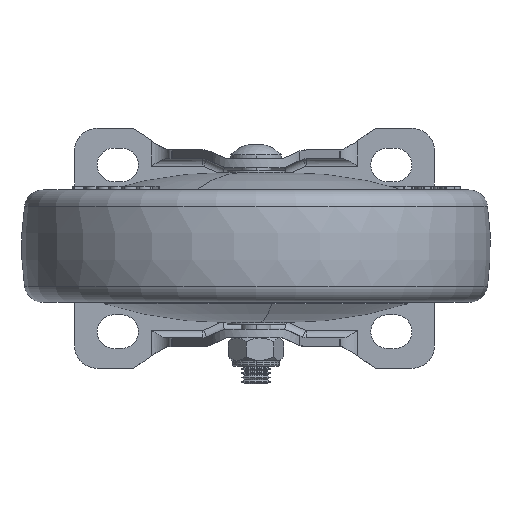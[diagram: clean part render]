
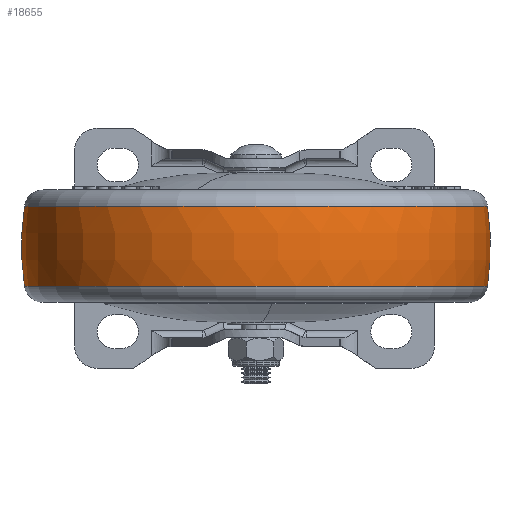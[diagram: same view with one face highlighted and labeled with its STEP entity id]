
A CAD part, front view. The second image highlights one B-rep face of the part: STEP entity #18655.
In plain terms, the highlighted toroidal (fillet/blend) face has major radius 13.25 mm and minor radius 75.75 mm.
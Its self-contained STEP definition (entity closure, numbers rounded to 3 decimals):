
#148 = CARTESIAN_POINT ( 'NONE',  ( -47.609, -95., 11.272 ) ) ;
#321 = AXIS2_PLACEMENT_3D ( 'NONE', #26820, #7053, #30131 ) ;
#661 = DIRECTION ( 'NONE',  ( 0., 1., 0. ) ) ;
#1513 = EDGE_CURVE ( 'NONE', #15784, #18989, #21107, .T. ) ;
#1881 = ORIENTED_EDGE ( 'NONE', *, *, #10707, .T. ) ;
#3483 = DIRECTION ( 'NONE',  ( 0., 0., -1. ) ) ;
#4199 = CIRCLE ( 'NONE', #26102, 61.74 ) ;
#7053 = DIRECTION ( 'NONE',  ( 0., 0., 1. ) ) ;
#7306 = EDGE_CURVE ( 'NONE', #15784, #33818, #19585, .T. ) ;
#9408 = EDGE_CURVE ( 'NONE', #30784, #33818, #4199, .T. ) ;
#10218 = ORIENTED_EDGE ( 'NONE', *, *, #9408, .T. ) ;
#10707 = EDGE_CURVE ( 'NONE', #18989, #30784, #12861, .T. ) ;
#12075 = ORIENTED_EDGE ( 'NONE', *, *, #1513, .T. ) ;
#12861 = CIRCLE ( 'NONE', #14776, 75.75 ) ;
#13508 = CARTESIAN_POINT ( 'NONE',  ( -34.359, -95., 0.565 ) ) ;
#14517 = CARTESIAN_POINT ( 'NONE',  ( -109.348, -95., 11.272 ) ) ;
#14776 = AXIS2_PLACEMENT_3D ( 'NONE', #16751, #39755, #26889 ) ;
#15365 = DIRECTION ( 'NONE',  ( 0., 0., 1. ) ) ;
#15529 = AXIS2_PLACEMENT_3D ( 'NONE', #13508, #661, #30240 ) ;
#15618 = CARTESIAN_POINT ( 'NONE',  ( 14.131, -95., -10.142 ) ) ;
#15784 = VERTEX_POINT ( 'NONE', #31978 ) ;
#15955 = DIRECTION ( 'NONE',  ( -1., 0., 0. ) ) ;
#16751 = CARTESIAN_POINT ( 'NONE',  ( -60.859, -95., 0.565 ) ) ;
#17415 = AXIS2_PLACEMENT_3D ( 'NONE', #22010, #15365, #15955 ) ;
#18655 = ADVANCED_FACE ( 'NONE', ( #21515 ), #25101, .T. ) ;
#18989 = VERTEX_POINT ( 'NONE', #15618 ) ;
#19585 = CIRCLE ( 'NONE', #15529, 75.75 ) ;
#21107 = CIRCLE ( 'NONE', #321, 61.74 ) ;
#21515 = FACE_OUTER_BOUND ( 'NONE', #37141, .T. ) ;
#22010 = CARTESIAN_POINT ( 'NONE',  ( -47.609, -95., 0.565 ) ) ;
#22706 = DIRECTION ( 'NONE',  ( 1., 0., 0. ) ) ;
#25101 = TOROIDAL_SURFACE ( 'NONE', #17415, -13.25, 75.75 ) ;
#26102 = AXIS2_PLACEMENT_3D ( 'NONE', #148, #3483, #22706 ) ;
#26820 = CARTESIAN_POINT ( 'NONE',  ( -47.609, -95., -10.142 ) ) ;
#26889 = DIRECTION ( 'NONE',  ( 1., 0., 0. ) ) ;
#30131 = DIRECTION ( 'NONE',  ( -1., 0., 0. ) ) ;
#30240 = DIRECTION ( 'NONE',  ( 0., 0., 1. ) ) ;
#30784 = VERTEX_POINT ( 'NONE', #38326 ) ;
#31978 = CARTESIAN_POINT ( 'NONE',  ( -109.348, -95., -10.142 ) ) ;
#33818 = VERTEX_POINT ( 'NONE', #14517 ) ;
#35991 = ORIENTED_EDGE ( 'NONE', *, *, #7306, .F. ) ;
#37141 = EDGE_LOOP ( 'NONE', ( #12075, #1881, #10218, #35991 ) ) ;
#38326 = CARTESIAN_POINT ( 'NONE',  ( 14.131, -95., 11.272 ) ) ;
#39755 = DIRECTION ( 'NONE',  ( 0., -1., 0. ) ) ;
